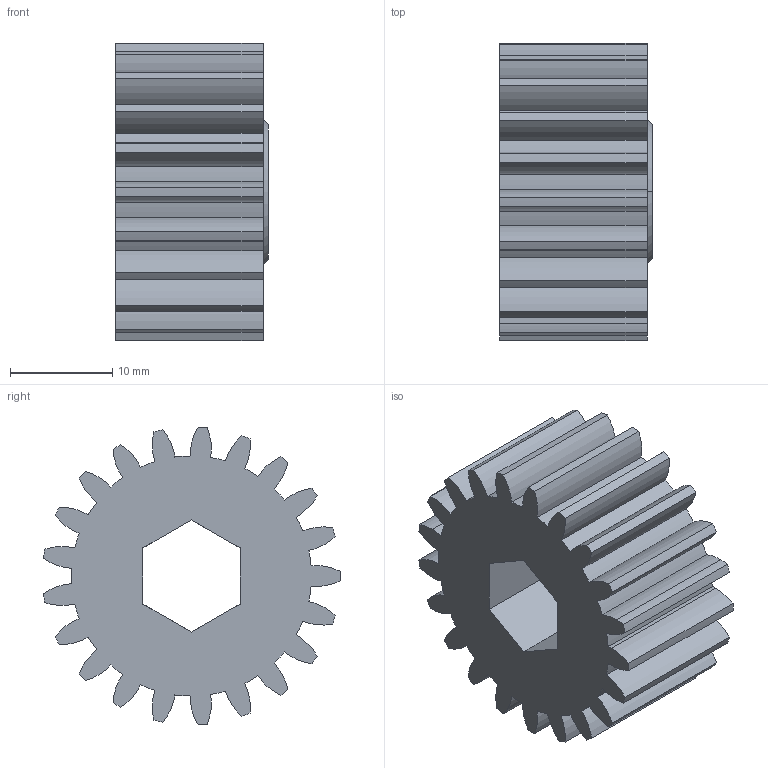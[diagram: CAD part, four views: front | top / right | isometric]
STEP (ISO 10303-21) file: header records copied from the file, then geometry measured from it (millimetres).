
FILE_DESCRIPTION (( 'STEP AP214' ), '1' );
FILE_NAME ('am-2564 21 375 hex Gear.STEP', '2014-02-06T22:14:03', ( '' ), ( '' ), 'SwSTEP 2.0', 'SolidWorks 2010', '' );
FILE_SCHEMA (( 'AUTOMOTIVE_DESIGN' ));
Length unit declared in the file: inch
Products named in the file (1): am-2564 21 375 hex Gear
Bounding box: 14.94 x 29.11 x 29.18 mm (x, y, z)
Volume: 6667 mm3; surface area: 3941.9 mm2
Topology: 1 solids, 1 shells, 105 faces, 306 edges, 204 vertices
Faces by surface type: cylinder 88, plane 9, cone 8
Entity records: 3680 total; most frequent: DIRECTION 698, CARTESIAN_POINT 678, ORIENTED_EDGE 612, EDGE_CURVE 306, AXIS2_PLACEMENT_3D 292, VERTEX_POINT 204, CIRCLE 186, LINE 114
